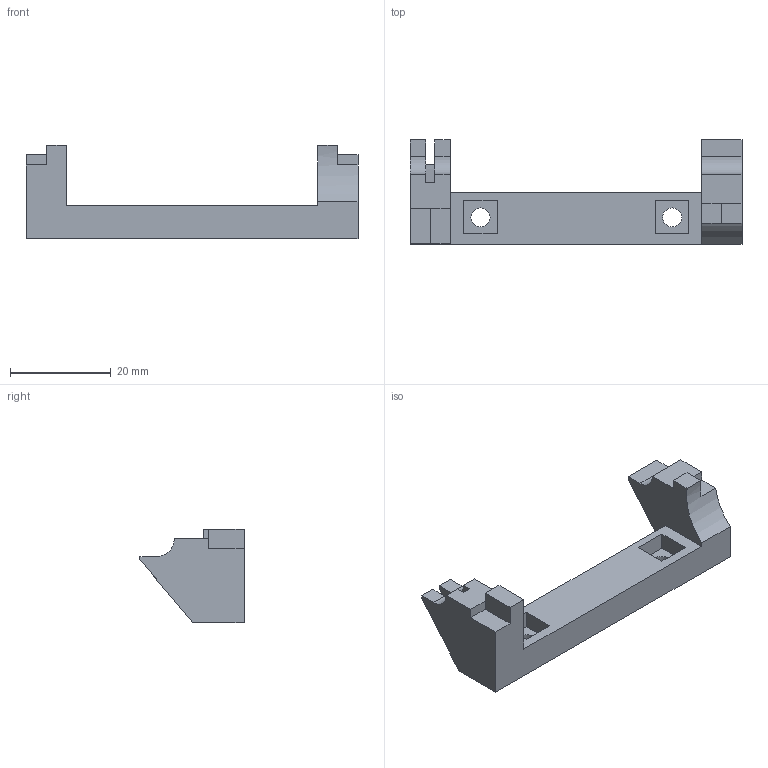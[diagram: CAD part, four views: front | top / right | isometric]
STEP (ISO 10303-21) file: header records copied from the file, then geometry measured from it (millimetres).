
FILE_DESCRIPTION(/* description */ (''),/* implementation_level */ '2;1');
FILE_NAME(/* name */ 'cradle_a.stp.step',/* time_stamp */ '2020-11-03T07:40:43-08:00',/* author */ (''),/* organization */ (''),/* preprocessor_version */ 'ST-DEVELOPER v18.1',/* originating_system */ 'Autodesk Translation Framework v9.3.0.1241',/* authorisation */ '');
FILE_SCHEMA (('AUTOMOTIVE_DESIGN { 1 0 10303 214 3 1 1 }'));
Length unit declared in the file: millimetre
Products named in the file (1): cradle
Bounding box: 66 x 20.69 x 18.54 mm (x, y, z)
Volume: 6766.3 mm3; surface area: 3893.3 mm2
Topology: 1 solids, 1 shells, 48 faces, 128 edges, 84 vertices
Faces by surface type: plane 42, cylinder 6
Full cylindrical faces by diameter (mm): 3.8 x2
Entity records: 1521 total; most frequent: CARTESIAN_POINT 261, ORIENTED_EDGE 256, DIRECTION 239, EDGE_CURVE 128, LINE 115, VECTOR 115, VERTEX_POINT 84, AXIS2_PLACEMENT_3D 62
